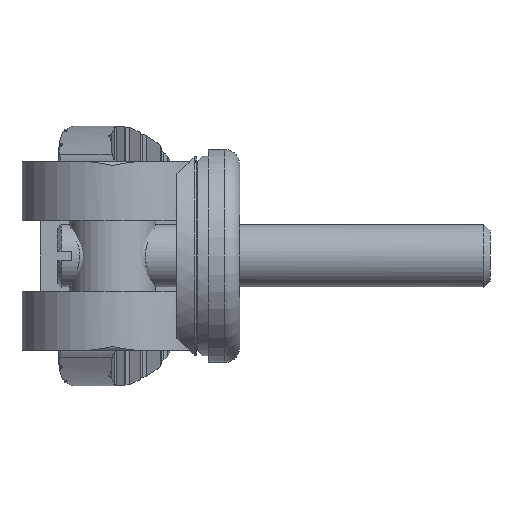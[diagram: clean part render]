
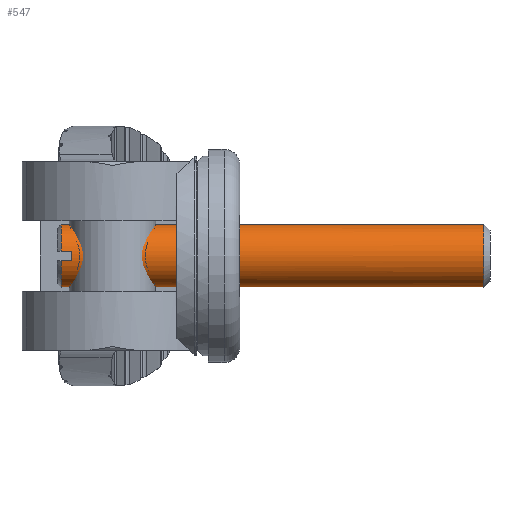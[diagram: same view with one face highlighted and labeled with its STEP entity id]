
A CAD part, left-side view. The second image highlights one B-rep face of the part: STEP entity #547.
In plain terms, the highlighted cylindrical face has radius 4 mm (diameter 8 mm), a full revolution.
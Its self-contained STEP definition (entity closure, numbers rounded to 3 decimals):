
#547 = ADVANCED_FACE( '', ( #1058, #1059 ), #1060, .T. );
#1058 = FACE_OUTER_BOUND( '', #1545, .T. );
#1059 = FACE_OUTER_BOUND( '', #1546, .T. );
#1060 = CYLINDRICAL_SURFACE( '', #1547, 4. );
#1545 = EDGE_LOOP( '', ( #2819 ) );
#1546 = EDGE_LOOP( '', ( #2820, #2821, #2822, #2823, #2824, #2825, #2826, #2827 ) );
#1547 = AXIS2_PLACEMENT_3D( '', #2828, #2829, #2830 );
#2819 = ORIENTED_EDGE( '', *, *, #3392, .F. );
#2820 = ORIENTED_EDGE( '', *, *, #3384, .T. );
#2821 = ORIENTED_EDGE( '', *, *, #2979, .T. );
#2822 = ORIENTED_EDGE( '', *, *, #3421, .F. );
#2823 = ORIENTED_EDGE( '', *, *, #3281, .F. );
#2824 = ORIENTED_EDGE( '', *, *, #3334, .T. );
#2825 = ORIENTED_EDGE( '', *, *, #3283, .F. );
#2826 = ORIENTED_EDGE( '', *, *, #3420, .F. );
#2827 = ORIENTED_EDGE( '', *, *, #2977, .T. );
#2828 = CARTESIAN_POINT( '', ( 0., 42.5, 0. ) );
#2829 = DIRECTION( '', ( 0., 1., 0. ) );
#2830 = DIRECTION( '', ( 0., 0., -1. ) );
#2977 = EDGE_CURVE( '', #3540, #3538, #3541, .F. );
#2979 = EDGE_CURVE( '', #3534, #3542, #3544, .T. );
#3281 = EDGE_CURVE( '', #4032, #4033, #4034, .T. );
#3283 = EDGE_CURVE( '', #4035, #4037, #4038, .F. );
#3334 = EDGE_CURVE( '', #4032, #4037, #4104, .T. );
#3384 = EDGE_CURVE( '', #3538, #3534, #4169, .T. );
#3392 = EDGE_CURVE( '', #4178, #4178, #4179, .T. );
#3420 = EDGE_CURVE( '', #3540, #4035, #4211, .T. );
#3421 = EDGE_CURVE( '', #4033, #3542, #4212, .T. );
#3534 = VERTEX_POINT( '', #4383 );
#3538 = VERTEX_POINT( '', #4391 );
#3540 = VERTEX_POINT( '', #4396 );
#3541 = LINE( '', #4397, #4398 );
#3542 = VERTEX_POINT( '', #4399 );
#3544 = LINE( '', #4401, #4402 );
#4032 = VERTEX_POINT( '', #5590 );
#4033 = VERTEX_POINT( '', #5591 );
#4034 = LINE( '', #5592, #5593 );
#4035 = VERTEX_POINT( '', #5594 );
#4037 = VERTEX_POINT( '', #5596 );
#4038 = LINE( '', #5597, #5598 );
#4104 = CIRCLE( '', #5704, 4. );
#4169 = CIRCLE( '', #5820, 4. );
#4178 = VERTEX_POINT( '', #5830 );
#4179 = CIRCLE( '', #5831, 4. );
#4211 = B_SPLINE_CURVE_WITH_KNOTS( '', 3, ( #5982, #5983, #5984, #5985 ), .UNSPECIFIED., .F., .F., ( 4, 4 ), ( 0., 0.001 ), .UNSPECIFIED. );
#4212 = B_SPLINE_CURVE_WITH_KNOTS( '', 3, ( #5986, #5987, #5988, #5989 ), .UNSPECIFIED., .F., .F., ( 4, 4 ), ( 0., 0.001 ), .UNSPECIFIED. );
#4383 = CARTESIAN_POINT( '', ( -3.955, 54.54, 0.6 ) );
#4391 = CARTESIAN_POINT( '', ( 3.955, 54.54, 0.6 ) );
#4396 = CARTESIAN_POINT( '', ( 3.955, 53.249, 0.6 ) );
#4397 = CARTESIAN_POINT( '', ( 3.955, 42.5, 0.6 ) );
#4398 = VECTOR( '', #6126, 1000. );
#4399 = CARTESIAN_POINT( '', ( -3.955, 53.249, 0.6 ) );
#4401 = CARTESIAN_POINT( '', ( -3.955, 42.5, 0.6 ) );
#4402 = VECTOR( '', #6130, 1000. );
#5590 = CARTESIAN_POINT( '', ( -3.955, 54.54, -0.6 ) );
#5591 = CARTESIAN_POINT( '', ( -3.955, 53.249, -0.6 ) );
#5592 = CARTESIAN_POINT( '', ( -3.955, 42.5, -0.6 ) );
#5593 = VECTOR( '', #6429, 1000. );
#5594 = CARTESIAN_POINT( '', ( 3.955, 53.249, -0.6 ) );
#5596 = CARTESIAN_POINT( '', ( 3.955, 54.54, -0.6 ) );
#5597 = CARTESIAN_POINT( '', ( 3.955, 42.5, -0.6 ) );
#5598 = VECTOR( '', #6433, 1000. );
#5704 = AXIS2_PLACEMENT_3D( '', #6474, #6475, #6476 );
#5820 = AXIS2_PLACEMENT_3D( '', #6528, #6529, #6530 );
#5830 = CARTESIAN_POINT( '', ( 0., 0.767, -4. ) );
#5831 = AXIS2_PLACEMENT_3D( '', #6538, #6539, #6540 );
#5982 = CARTESIAN_POINT( '', ( 3.955, 53.249, 0.6 ) );
#5983 = CARTESIAN_POINT( '', ( 4.015, 53.257, 0.2 ) );
#5984 = CARTESIAN_POINT( '', ( 4.015, 53.257, -0.2 ) );
#5985 = CARTESIAN_POINT( '', ( 3.955, 53.249, -0.6 ) );
#5986 = CARTESIAN_POINT( '', ( -3.955, 53.249, -0.6 ) );
#5987 = CARTESIAN_POINT( '', ( -4.015, 53.257, -0.2 ) );
#5988 = CARTESIAN_POINT( '', ( -4.015, 53.257, 0.2 ) );
#5989 = CARTESIAN_POINT( '', ( -3.955, 53.249, 0.6 ) );
#6126 = DIRECTION( '', ( 0., -1., 0. ) );
#6130 = DIRECTION( '', ( 0., -1., 0. ) );
#6429 = DIRECTION( '', ( 0., -1., 0. ) );
#6433 = DIRECTION( '', ( 0., -1., 0. ) );
#6474 = CARTESIAN_POINT( '', ( 0., 54.54, 0. ) );
#6475 = DIRECTION( '', ( 0., -1., 0. ) );
#6476 = DIRECTION( '', ( 0., 0., -1. ) );
#6528 = CARTESIAN_POINT( '', ( 0., 54.54, 0. ) );
#6529 = DIRECTION( '', ( 0., -1., 0. ) );
#6530 = DIRECTION( '', ( 0., 0., -1. ) );
#6538 = CARTESIAN_POINT( '', ( 0., 0.767, 0. ) );
#6539 = DIRECTION( '', ( 0., -1., 0. ) );
#6540 = DIRECTION( '', ( 0., 0., -1. ) );
